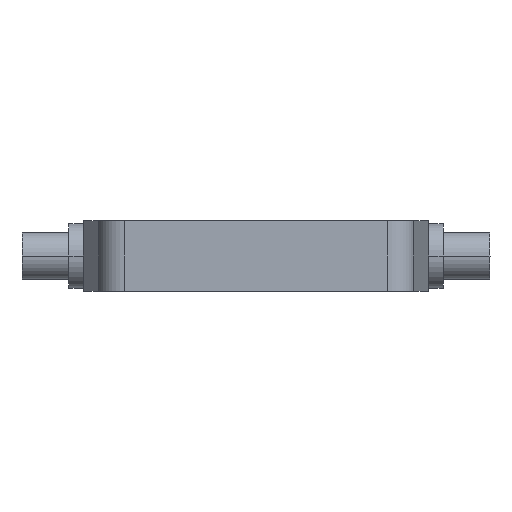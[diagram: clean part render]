
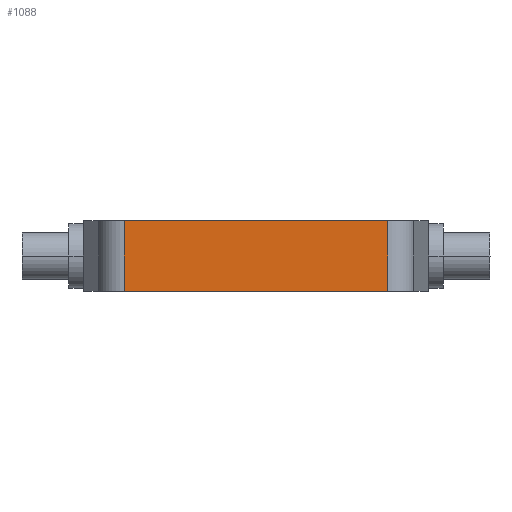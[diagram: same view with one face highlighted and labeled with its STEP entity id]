
A CAD part, front view. The second image highlights one B-rep face of the part: STEP entity #1088.
In plain terms, the highlighted planar face has unit normal (0, -1, 0).
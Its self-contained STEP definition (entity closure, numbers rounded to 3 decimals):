
#19 = EDGE_CURVE ( 'NONE', #68, #78, #1135, .T. ) ;
#30 = EDGE_CURVE ( 'NONE', #68, #118, #1119, .T. ) ;
#65 = VERTEX_POINT ( 'NONE', #766 ) ;
#68 = VERTEX_POINT ( 'NONE', #775 ) ;
#78 = VERTEX_POINT ( 'NONE', #790 ) ;
#115 = CARTESIAN_POINT ( 'NONE',  ( -112.5, -135., 62. ) ) ;
#118 = VERTEX_POINT ( 'NONE', #892 ) ;
#164 = AXIS2_PLACEMENT_3D ( 'NONE', #948, #930, #934 ) ;
#287 = VECTOR ( 'NONE', #547, 1000. ) ;
#304 = VECTOR ( 'NONE', #645, 1000. ) ;
#305 = LINE ( 'NONE', #548, #287 ) ;
#323 = LINE ( 'NONE', #642, #304 ) ;
#370 = FACE_OUTER_BOUND ( 'NONE', #578, .T. ) ;
#547 = DIRECTION ( 'NONE',  ( 0., 0., -1. ) ) ;
#548 = CARTESIAN_POINT ( 'NONE',  ( 112.5, -135., 62. ) ) ;
#578 = EDGE_LOOP ( 'NONE', ( #1288, #1287, #1286, #1285 ) ) ;
#642 = CARTESIAN_POINT ( 'NONE',  ( 112.5, -135., 1. ) ) ;
#645 = DIRECTION ( 'NONE',  ( -1., 0., 0. ) ) ;
#766 = CARTESIAN_POINT ( 'NONE',  ( 112.5, -135., 1. ) ) ;
#775 = CARTESIAN_POINT ( 'NONE',  ( -112.5, -135., 61. ) ) ;
#790 = CARTESIAN_POINT ( 'NONE',  ( -112.5, -135., 1. ) ) ;
#814 = CARTESIAN_POINT ( 'NONE',  ( -112.5, -135., 61. ) ) ;
#825 = DIRECTION ( 'NONE',  ( 1., 0., 0. ) ) ;
#892 = CARTESIAN_POINT ( 'NONE',  ( 112.5, -135., 61. ) ) ;
#897 = DIRECTION ( 'NONE',  ( 0., 0., -1. ) ) ;
#913 = PLANE ( 'NONE',  #164 ) ;
#930 = DIRECTION ( 'NONE',  ( 0., 1., 0. ) ) ;
#934 = DIRECTION ( 'NONE',  ( 0., 0., 1. ) ) ;
#948 = CARTESIAN_POINT ( 'NONE',  ( -112.5, -135., 62. ) ) ;
#1046 = EDGE_CURVE ( 'NONE', #65, #78, #323, .T. ) ;
#1049 = EDGE_CURVE ( 'NONE', #118, #65, #305, .T. ) ;
#1088 = ADVANCED_FACE ( 'NONE', ( #370 ), #913, .F. ) ;
#1110 = VECTOR ( 'NONE', #825, 1000. ) ;
#1119 = LINE ( 'NONE', #814, #1110 ) ;
#1135 = LINE ( 'NONE', #115, #1141 ) ;
#1141 = VECTOR ( 'NONE', #897, 1000. ) ;
#1285 = ORIENTED_EDGE ( 'NONE', *, *, #19, .T. ) ;
#1286 = ORIENTED_EDGE ( 'NONE', *, *, #30, .F. ) ;
#1287 = ORIENTED_EDGE ( 'NONE', *, *, #1049, .F. ) ;
#1288 = ORIENTED_EDGE ( 'NONE', *, *, #1046, .F. ) ;
